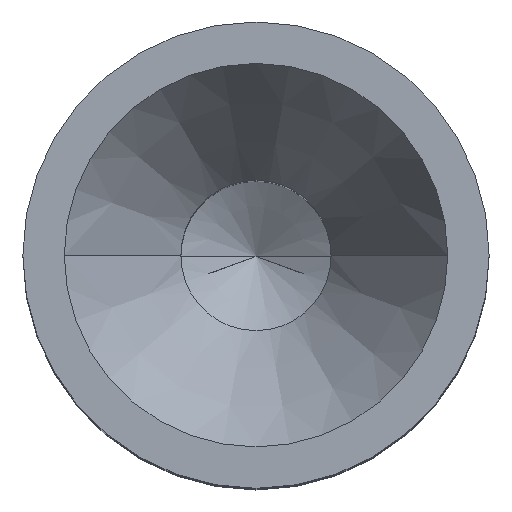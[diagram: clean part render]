
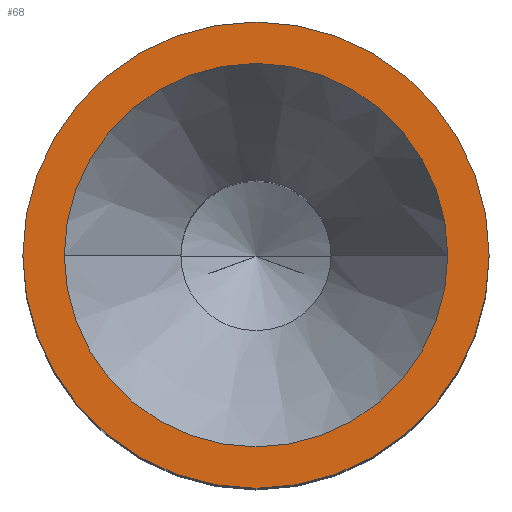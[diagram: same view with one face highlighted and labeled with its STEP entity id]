
A CAD part, top view. The second image highlights one B-rep face of the part: STEP entity #68.
In plain terms, the highlighted planar face has unit normal (0, 0, 1).
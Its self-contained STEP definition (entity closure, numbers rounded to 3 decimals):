
#36=PLANE('',#447);
#38=FACE_BOUND('',#128,.T.);
#39=FACE_BOUND('',#129,.T.);
#68=ADVANCED_FACE('',(#38,#39),#36,.T.);
#128=EDGE_LOOP('',(#204,#205));
#129=EDGE_LOOP('',(#206,#207));
#154=CIRCLE('',#441,1.85);
#155=CIRCLE('',#443,1.85);
#156=CIRCLE('',#445,2.25);
#157=CIRCLE('',#446,2.25);
#204=ORIENTED_EDGE('',*,*,#340,.T.);
#205=ORIENTED_EDGE('',*,*,#342,.F.);
#206=ORIENTED_EDGE('',*,*,#343,.T.);
#207=ORIENTED_EDGE('',*,*,#344,.F.);
#301=VERTEX_POINT('',#715);
#302=VERTEX_POINT('',#717);
#303=VERTEX_POINT('',#723);
#304=VERTEX_POINT('',#724);
#340=EDGE_CURVE('',#302,#301,#154,.T.);
#342=EDGE_CURVE('',#302,#301,#155,.T.);
#343=EDGE_CURVE('',#303,#304,#156,.T.);
#344=EDGE_CURVE('',#303,#304,#157,.T.);
#441=AXIS2_PLACEMENT_3D('',#716,#509,#510);
#443=AXIS2_PLACEMENT_3D('',#720,#514,#515);
#445=AXIS2_PLACEMENT_3D('',#722,#518,#519);
#446=AXIS2_PLACEMENT_3D('',#725,#520,#521);
#447=AXIS2_PLACEMENT_3D('',#726,#522,#523);
#509=DIRECTION('',(0.,0.,-1.));
#510=DIRECTION('',(-1.,0.,0.));
#514=DIRECTION('',(0.,0.,1.));
#515=DIRECTION('',(-1.,0.,0.));
#518=DIRECTION('',(0.,0.,1.));
#519=DIRECTION('',(-1.,0.,0.));
#520=DIRECTION('',(0.,0.,-1.));
#521=DIRECTION('',(-1.,0.,0.));
#522=DIRECTION('',(0.,0.,1.));
#523=DIRECTION('',(-1.,0.,0.));
#715=CARTESIAN_POINT('',(1.85,0.,12.498));
#716=CARTESIAN_POINT('',(0.,0.,12.498));
#717=CARTESIAN_POINT('',(-1.85,0.,12.498));
#720=CARTESIAN_POINT('',(0.,0.,12.498));
#722=CARTESIAN_POINT('',(0.,0.,12.498));
#723=CARTESIAN_POINT('',(-2.25,0.,12.498));
#724=CARTESIAN_POINT('',(2.25,0.,12.498));
#725=CARTESIAN_POINT('',(0.,0.,12.498));
#726=CARTESIAN_POINT('',(0.,0.,12.498));
